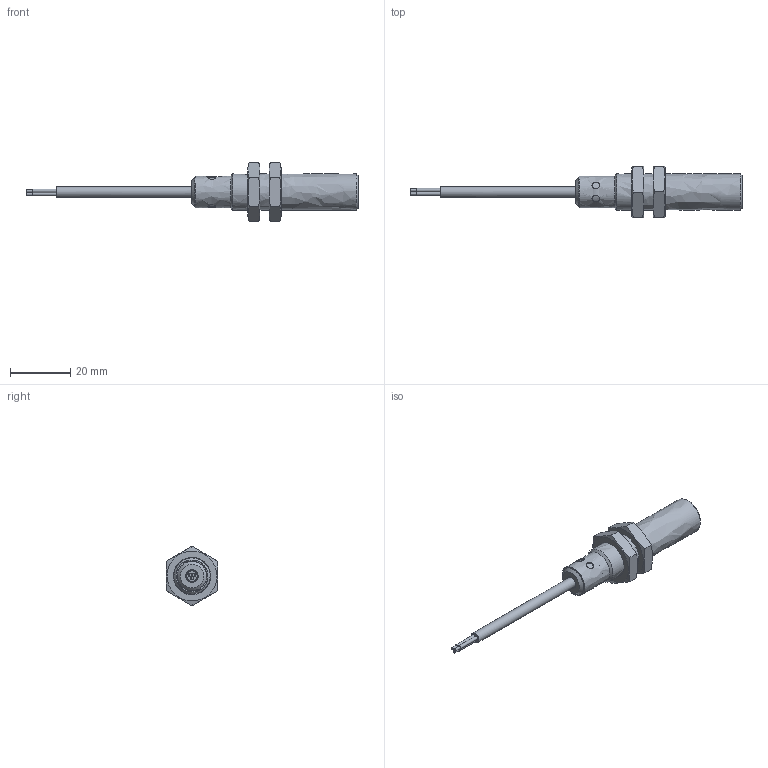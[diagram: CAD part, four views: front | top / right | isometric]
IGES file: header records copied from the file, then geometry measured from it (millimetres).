
Global section: file name: KDC 12 VB 04 G3-3 ; native system: Autodesk Inventor 2018; preprocessor: unknown; author: C. Kuhn; organization: di-soric GmbH & Co. KG; date: 20170918.104811; units: millimetre
Bounding box: 110.1 x 17.02 x 19.63 mm (x, y, z)
Volume: 8917.5 mm3; surface area: 8049.3 mm2
Topology: 10 solids, 21 shells, 93 faces, 196 edges, 135 vertices
Faces by surface type: bspline 93
